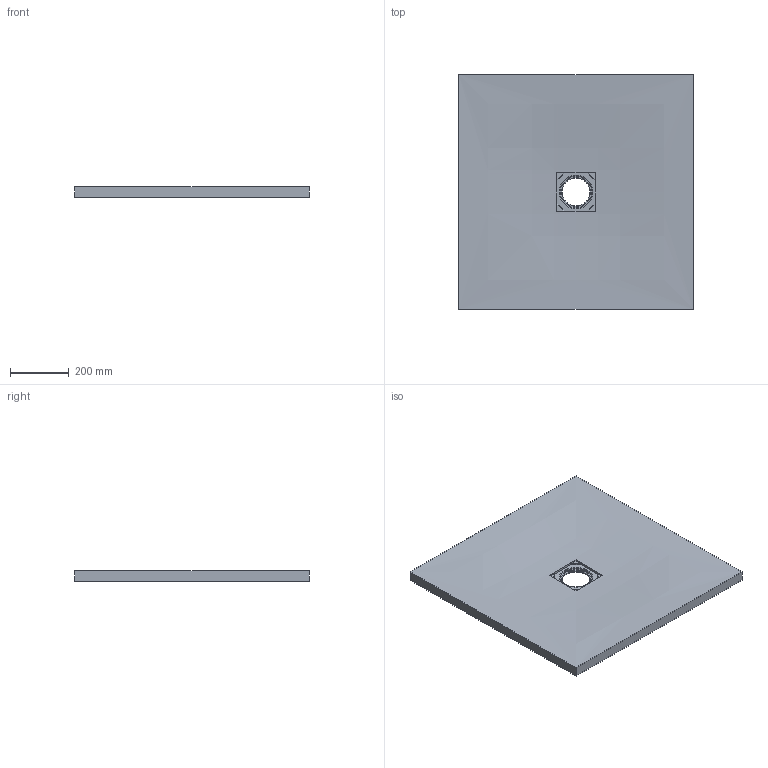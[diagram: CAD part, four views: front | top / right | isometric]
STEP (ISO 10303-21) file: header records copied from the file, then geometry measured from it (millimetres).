
FILE_DESCRIPTION(/* description */ (''),/* implementation_level */ '2;1');
FILE_NAME(/* name */ '800-800.stp',/* time_stamp */ '2021-01-27T13:39:36+08:00',/* author */ (''),/* organization */ (''),/* preprocessor_version */ 'ST-DEVELOPER v11',/* originating_system */ 'SIEMENS UGS NX 6.0',/* authorisation */ '');
FILE_SCHEMA (('CONFIG_CONTROL_DESIGN'));
Length unit declared in the file: millimetre
Products named in the file (1): Admi1D84re3c
Bounding box: 800 x 800 x 35 mm (x, y, z)
Volume: 8014106.9 mm3; surface area: 1542296.2 mm2
Topology: 1 solids, 1 shells, 95 faces, 230 edges, 150 vertices
Faces by surface type: plane 55, bspline 29, cylinder 8, torus 3
Full cylindrical faces by diameter (mm): 95 x1, 111 x1
Entity records: 6404 total; most frequent: CARTESIAN_POINT 4358, ORIENTED_EDGE 448, DIRECTION 293, EDGE_CURVE 224, VERTEX_POINT 151, EDGE_LOOP 117, LINE 111, VECTOR 111
